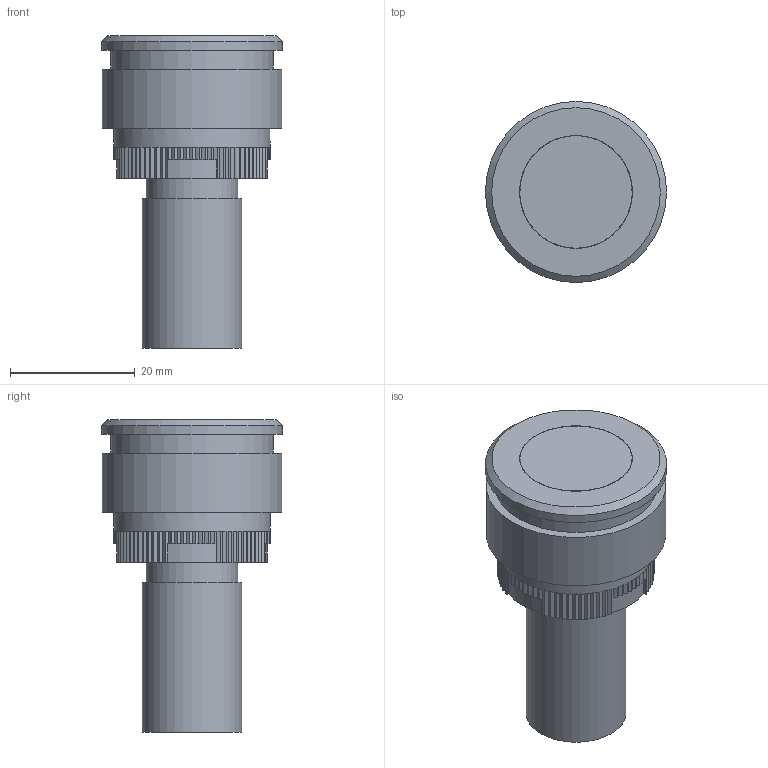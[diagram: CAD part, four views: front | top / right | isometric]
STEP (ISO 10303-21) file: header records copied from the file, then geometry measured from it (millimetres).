
FILE_DESCRIPTION((' '),'2;1');
FILE_NAME('LAKxxV31xxxxxxx.stp','2017-07-28T10:01:08',(' '),(' '),' ','ACIS',' ');
FILE_SCHEMA(('CONFIG_CONTROL_DESIGN'));
Length unit declared in the file: inch
Products named in the file (4): LAKxxV31xxxxxxx.stp; Body1; Body2; Body3
Assembly tree (3 placements, depth 2):
  LAKxxV31xxxxxxx.stp
    Body1
    Body2
    Body3
Bounding box: 29 x 29 x 49.96 mm (x, y, z)
Volume: 13519.8 mm3; surface area: 12822.3 mm2
Topology: 3 solids, 8 shells, 600 faces, 1659 edges, 1101 vertices
Faces by surface type: plane 473, cylinder 60, bspline 55, cone 6, torus 5, sphere 1
Full cylindrical faces by diameter (mm): 3.1 x2, 5.7 x2, 7 x1, 13 x2, 14 x1, 14.5 x2, 14.6 x2, 14.7 x1, 16 x1, 18 x1, 18.1 x1, 18.3 x1, 20 x1, 20.917 x1, 21.5 x2, 23 x2, 25 x2, 25.4 x1, 26 x1, 28.8 x1, 29 x1
Entity records: 19580 total; most frequent: CARTESIAN_POINT 4003, ORIENTED_EDGE 3200, DIRECTION 2917, EDGE_CURVE 1600, VECTOR 1173, LINE 1173, VERTEX_POINT 1083, AXIS2_PLACEMENT_3D 872
